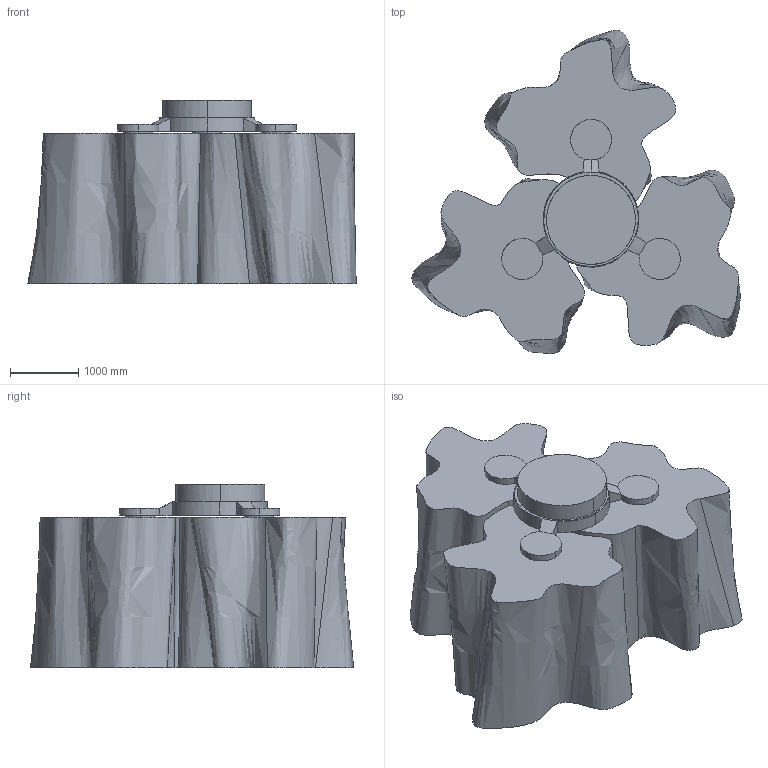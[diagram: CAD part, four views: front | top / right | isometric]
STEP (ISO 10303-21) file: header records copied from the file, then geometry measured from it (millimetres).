
FILE_DESCRIPTION(/* description */ (''),/* implementation_level */ '2;1');
FILE_NAME(/* name */ 'Logico_Soffitto_3x120_Mini_3D',/* time_stamp */ '2012-01-16T12:13:07+01:00',/* author */ (''),/* organization */ (''),/* preprocessor_version */ 'ST-DEVELOPER v10',/* originating_system */ '',/* authorisation */ '');
FILE_SCHEMA (('CONFIG_CONTROL_DESIGN'));
Length unit declared in the file: centimetre
Products named in the file (1): 1
Bounding box: 4800.75 x 4727.86 x 2680.36 mm (x, y, z)
Volume: 1031987514.6 mm3; surface area: 82825047.7 mm2
Topology: 4 solids, 8 shells, 111 faces, 294 edges, 186 vertices
Faces by surface type: bspline 90, plane 21
Entity records: 6163 total; most frequent: CARTESIAN_POINT 4518, ORIENTED_EDGE 524, EDGE_CURVE 270, VERTEX_POINT 174, B_SPLINE_CURVE_WITH_KNOTS 130, EDGE_LOOP 114, ADVANCED_FACE 111, FACE_OUTER_BOUND 111
